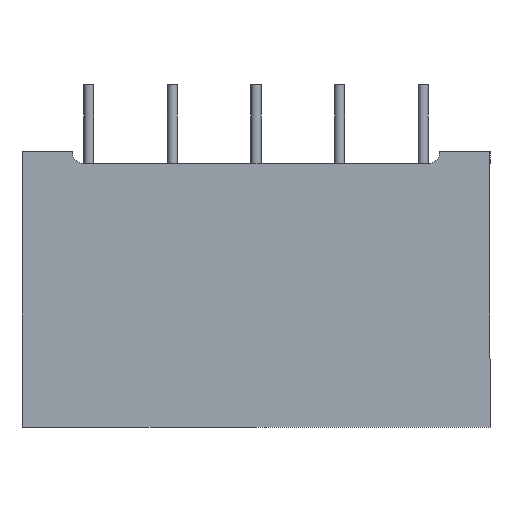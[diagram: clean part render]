
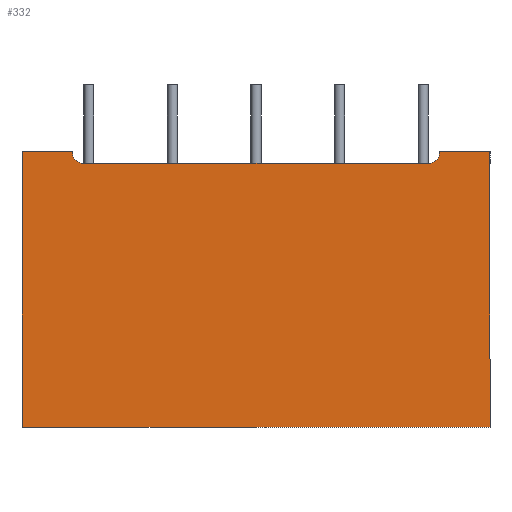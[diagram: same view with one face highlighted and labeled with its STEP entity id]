
A CAD part, front view. The second image highlights one B-rep face of the part: STEP entity #332.
In plain terms, the highlighted planar face has unit normal (0, -1, 0).
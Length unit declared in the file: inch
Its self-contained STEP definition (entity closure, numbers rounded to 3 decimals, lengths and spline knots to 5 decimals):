
#33 = LINE ( 'NONE', #308, #1859 ) ;
#52 = DIRECTION ( 'NONE',  ( 0., 0., 1. ) ) ;
#58 = DIRECTION ( 'NONE',  ( 0., 1., 0. ) ) ;
#72 = CIRCLE ( 'NONE', #1655, 0.02756 ) ;
#74 = CARTESIAN_POINT ( 'NONE',  ( 0.40551, -0.88583, 0.64961 ) ) ;
#99 = EDGE_CURVE ( 'NONE', #1567, #1046, #1297, .T. ) ;
#163 = EDGE_CURVE ( 'NONE', #1142, #1567, #72, .T. ) ;
#195 = CARTESIAN_POINT ( 'NONE',  ( -0.55118, -0.88583, 0.64961 ) ) ;
#215 = CARTESIAN_POINT ( 'NONE',  ( -0.40551, -0.88583, 0.64961 ) ) ;
#233 = FACE_OUTER_BOUND ( 'NONE', #994, .T. ) ;
#262 = AXIS2_PLACEMENT_3D ( 'NONE', #401, #347, #339 ) ;
#270 = ORIENTED_EDGE ( 'NONE', *, *, #163, .T. ) ;
#303 = EDGE_CURVE ( 'NONE', #1492, #2071, #2323, .T. ) ;
#308 = CARTESIAN_POINT ( 'NONE',  ( -0.55118, -0.88583, 0. ) ) ;
#332 = ADVANCED_FACE ( 'NONE', ( #233 ), #655, .T. ) ;
#339 = DIRECTION ( 'NONE',  ( 0., 0., -1. ) ) ;
#347 = DIRECTION ( 'NONE',  ( 0., -1., 0. ) ) ;
#396 = DIRECTION ( 'NONE',  ( 1., 0., 0. ) ) ;
#401 = CARTESIAN_POINT ( 'NONE',  ( 0.55118, -0.88583, 0. ) ) ;
#517 = CARTESIAN_POINT ( 'NONE',  ( -0.43307, -0.88583, 0.64961 ) ) ;
#521 = DIRECTION ( 'NONE',  ( 0., 0., -1. ) ) ;
#533 = EDGE_CURVE ( 'NONE', #1046, #1492, #980, .T. ) ;
#587 = CARTESIAN_POINT ( 'NONE',  ( -0.40551, -0.88583, 0.62205 ) ) ;
#655 = PLANE ( 'NONE',  #262 ) ;
#685 = VERTEX_POINT ( 'NONE', #1551 ) ;
#753 = AXIS2_PLACEMENT_3D ( 'NONE', #215, #1507, #396 ) ;
#773 = VECTOR ( 'NONE', #854, 39.37008 ) ;
#775 = DIRECTION ( 'NONE',  ( -1., 0., 0. ) ) ;
#790 = CARTESIAN_POINT ( 'NONE',  ( 0.55118, -0.88583, 0.62205 ) ) ;
#846 = ORIENTED_EDGE ( 'NONE', *, *, #1223, .T. ) ;
#854 = DIRECTION ( 'NONE',  ( 1., 0., 0. ) ) ;
#857 = EDGE_CURVE ( 'NONE', #1020, #1440, #1138, .T. ) ;
#910 = DIRECTION ( 'NONE',  ( -1., 0., 0. ) ) ;
#980 = CIRCLE ( 'NONE', #753, 0.02756 ) ;
#994 = EDGE_LOOP ( 'NONE', ( #846, #270, #1510, #1203, #1708, #2145, #1478, #1072 ) ) ;
#1002 = VECTOR ( 'NONE', #1553, 39.37008 ) ;
#1020 = VERTEX_POINT ( 'NONE', #1839 ) ;
#1046 = VERTEX_POINT ( 'NONE', #587 ) ;
#1072 = ORIENTED_EDGE ( 'NONE', *, *, #857, .F. ) ;
#1138 = LINE ( 'NONE', #1788, #1601 ) ;
#1142 = VERTEX_POINT ( 'NONE', #1705 ) ;
#1203 = ORIENTED_EDGE ( 'NONE', *, *, #533, .T. ) ;
#1223 = EDGE_CURVE ( 'NONE', #1020, #1142, #2306, .T. ) ;
#1263 = EDGE_CURVE ( 'NONE', #685, #1440, #1659, .T. ) ;
#1297 = LINE ( 'NONE', #790, #2191 ) ;
#1363 = CARTESIAN_POINT ( 'NONE',  ( 0.55118, -0.88583, 0.64961 ) ) ;
#1384 = CARTESIAN_POINT ( 'NONE',  ( 0.55118, -0.88583, 0.64961 ) ) ;
#1404 = EDGE_CURVE ( 'NONE', #2071, #685, #33, .T. ) ;
#1440 = VERTEX_POINT ( 'NONE', #1766 ) ;
#1478 = ORIENTED_EDGE ( 'NONE', *, *, #1263, .T. ) ;
#1492 = VERTEX_POINT ( 'NONE', #517 ) ;
#1507 = DIRECTION ( 'NONE',  ( 0., 1., 0. ) ) ;
#1510 = ORIENTED_EDGE ( 'NONE', *, *, #99, .T. ) ;
#1551 = CARTESIAN_POINT ( 'NONE',  ( -0.55118, -0.88583, 0. ) ) ;
#1553 = DIRECTION ( 'NONE',  ( -1., 0., 0. ) ) ;
#1567 = VERTEX_POINT ( 'NONE', #1798 ) ;
#1601 = VECTOR ( 'NONE', #521, 39.37008 ) ;
#1655 = AXIS2_PLACEMENT_3D ( 'NONE', #74, #58, #52 ) ;
#1659 = LINE ( 'NONE', #1730, #773 ) ;
#1705 = CARTESIAN_POINT ( 'NONE',  ( 0.43307, -0.88583, 0.64961 ) ) ;
#1708 = ORIENTED_EDGE ( 'NONE', *, *, #303, .T. ) ;
#1730 = CARTESIAN_POINT ( 'NONE',  ( 0., -0.88583, 0. ) ) ;
#1766 = CARTESIAN_POINT ( 'NONE',  ( 0.55118, -0.88583, 0. ) ) ;
#1788 = CARTESIAN_POINT ( 'NONE',  ( 0.55118, -0.88583, 0. ) ) ;
#1798 = CARTESIAN_POINT ( 'NONE',  ( 0.40551, -0.88583, 0.62205 ) ) ;
#1839 = CARTESIAN_POINT ( 'NONE',  ( 0.55118, -0.88583, 0.64961 ) ) ;
#1859 = VECTOR ( 'NONE', #2234, 39.37008 ) ;
#2071 = VERTEX_POINT ( 'NONE', #195 ) ;
#2145 = ORIENTED_EDGE ( 'NONE', *, *, #1404, .T. ) ;
#2191 = VECTOR ( 'NONE', #775, 39.37008 ) ;
#2234 = DIRECTION ( 'NONE',  ( 0., 0., -1. ) ) ;
#2262 = VECTOR ( 'NONE', #910, 39.37008 ) ;
#2306 = LINE ( 'NONE', #1384, #1002 ) ;
#2323 = LINE ( 'NONE', #1363, #2262 ) ;
